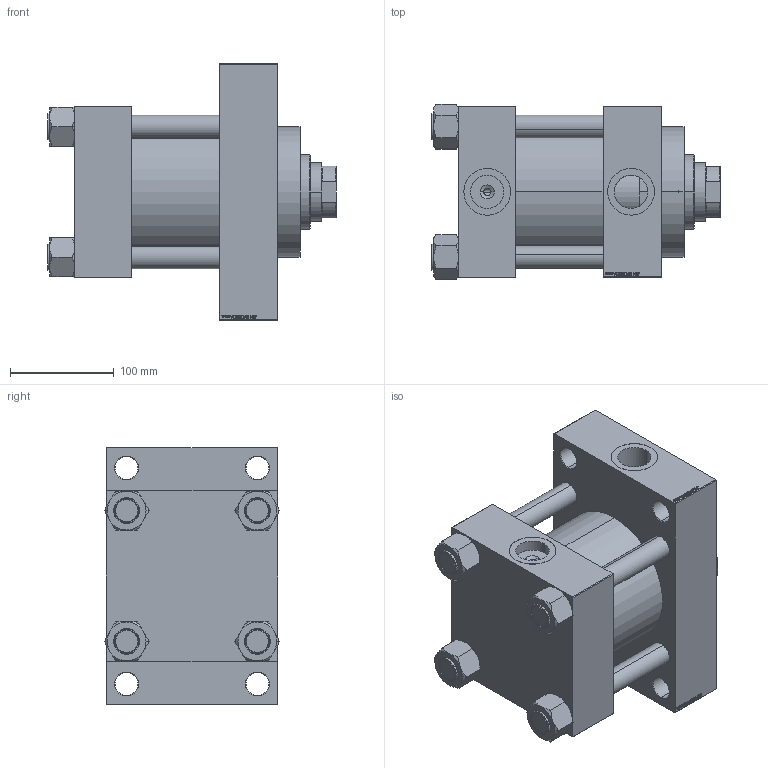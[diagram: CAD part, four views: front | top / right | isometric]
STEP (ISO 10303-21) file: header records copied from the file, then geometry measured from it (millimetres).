
FILE_DESCRIPTION (( 'STEP AP203' ), '1' );
FILE_NAME ('11bc.STEP', '2022-04-16T10:53:41', ( '' ), ( '' ), 'SwSTEP 2.0', 'SolidWorks 2019', '' );
FILE_SCHEMA (( 'CONFIG_CONTROL_DESIGN' ));
Length unit declared in the file: millimetre
Products named in the file (6): V215CR_VCP_D b5bc28441ff784583a89192f3a837fc5; V215_VC_A b5bc28441ff784583a89192f3a837fc5; NUT_M5_D b5bc28441ff784583a89192f3a837fc5; V215CR_D_Body b5bc28441ff784583a89192f3a837fc5; V215CR_D_TYCINKA b5bc28441ff784583a89192f3a837fc5; 11bc
Assembly tree (11 placements, depth 2):
  11bc
    V215CR_D_Body b5bc28441ff784583a89192f3a837fc5
    V215CR_VCP_D b5bc28441ff784583a89192f3a837fc5
    NUT_M5_D b5bc28441ff784583a89192f3a837fc5  x4
    V215CR_D_TYCINKA b5bc28441ff784583a89192f3a837fc5  x4
    V215_VC_A b5bc28441ff784583a89192f3a837fc5
Bounding box: 278 x 169.14 x 247 mm (x, y, z)
Volume: 4924403.7 mm3; surface area: 534135.4 mm2
Topology: 11 solids, 11 shells, 1154 faces, 2917 edges, 1897 vertices
Faces by surface type: plane 546, bspline 368, cone 142, cylinder 90, torus 8
Entity records: 47855 total; most frequent: CARTESIAN_POINT 25257, ORIENTED_EDGE 5098, DIRECTION 3283, EDGE_CURVE 2549, VERTEX_POINT 1675, LINE 1529, VECTOR 1529, EDGE_LOOP 1130
